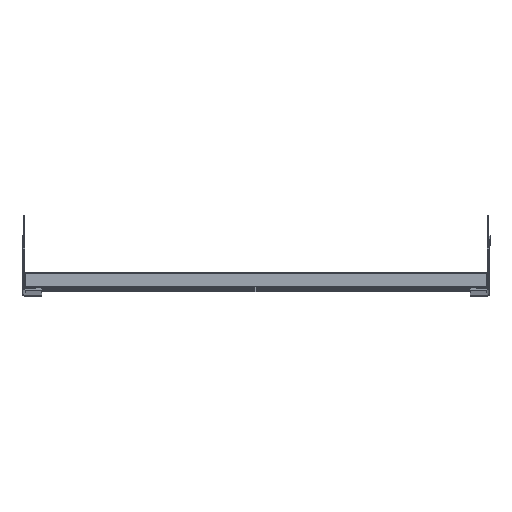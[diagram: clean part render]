
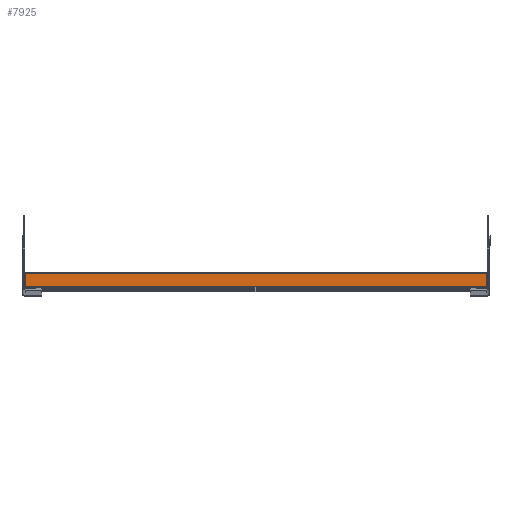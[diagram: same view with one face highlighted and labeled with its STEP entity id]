
A CAD part, top view. The second image highlights one B-rep face of the part: STEP entity #7925.
In plain terms, the highlighted planar face has unit normal (0, 0, 1).
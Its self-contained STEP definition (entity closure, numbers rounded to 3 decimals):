
#18 = EDGE_CURVE ( 'NONE', #8366, #8379, #4803, .T. ) ;
#19 = EDGE_CURVE ( 'NONE', #8362, #8369, #4811, .T. ) ;
#20 = EDGE_CURVE ( 'NONE', #8352, #8363, #4815, .T. ) ;
#21 = EDGE_CURVE ( 'NONE', #8365, #8377, #4817, .T. ) ;
#23 = EDGE_CURVE ( 'NONE', #8379, #8377, #4813, .T. ) ;
#41 = EDGE_CURVE ( 'NONE', #8366, #8369, #6847, .T. ) ;
#45 = EDGE_CURVE ( 'NONE', #8362, #8363, #6851, .T. ) ;
#47 = EDGE_CURVE ( 'NONE', #8352, #8365, #6859, .T. ) ;
#1647 = AXIS2_PLACEMENT_3D ( 'NONE', #1933, #1942, #1943 ) ;
#1933 = CARTESIAN_POINT ( 'NONE',  ( 0.7, -18.709, 1377.21 ) ) ;
#1940 = PLANE ( 'NONE',  #1647 ) ;
#1942 = DIRECTION ( 'NONE',  ( 0., 0., 1. ) ) ;
#1943 = DIRECTION ( 'NONE',  ( 0., -1., 0. ) ) ;
#2168 = CARTESIAN_POINT ( 'NONE',  ( -485.1, -18.709, 1377.21 ) ) ;
#2178 = CARTESIAN_POINT ( 'NONE',  ( -17.3, -18.709, 1377.21 ) ) ;
#2179 = CARTESIAN_POINT ( 'NONE',  ( -478.3, -18.709, 1377.21 ) ) ;
#2181 = CARTESIAN_POINT ( 'NONE',  ( -496.3, -18.709, 1377.21 ) ) ;
#2182 = CARTESIAN_POINT ( 'NONE',  ( 0.7, -18.709, 1377.21 ) ) ;
#2185 = CARTESIAN_POINT ( 'NONE',  ( -10.5, -18.709, 1377.21 ) ) ;
#2193 = CARTESIAN_POINT ( 'NONE',  ( -496.3, -2.709, 1377.21 ) ) ;
#2195 = CARTESIAN_POINT ( 'NONE',  ( 0.7, -2.709, 1377.21 ) ) ;
#4377 = EDGE_LOOP ( 'NONE', ( #4625, #4627, #4629, #4631, #4632, #4635, #4637, #4639 ) ) ;
#4625 = ORIENTED_EDGE ( 'NONE', *, *, #21, .F. ) ;
#4627 = ORIENTED_EDGE ( 'NONE', *, *, #47, .F. ) ;
#4629 = ORIENTED_EDGE ( 'NONE', *, *, #20, .T. ) ;
#4631 = ORIENTED_EDGE ( 'NONE', *, *, #45, .F. ) ;
#4632 = ORIENTED_EDGE ( 'NONE', *, *, #19, .T. ) ;
#4635 = ORIENTED_EDGE ( 'NONE', *, *, #41, .F. ) ;
#4637 = ORIENTED_EDGE ( 'NONE', *, *, #18, .T. ) ;
#4639 = ORIENTED_EDGE ( 'NONE', *, *, #23, .T. ) ;
#4803 = LINE ( 'NONE', #9003, #4814 ) ;
#4811 = LINE ( 'NONE', #8989, #4816 ) ;
#4813 = LINE ( 'NONE', #8818, #4824 ) ;
#4814 = VECTOR ( 'NONE', #8823, 1000. ) ;
#4815 = LINE ( 'NONE', #9050, #4818 ) ;
#4816 = VECTOR ( 'NONE', #9060, 1000. ) ;
#4817 = LINE ( 'NONE', #8811, #4820 ) ;
#4818 = VECTOR ( 'NONE', #8948, 1000. ) ;
#4820 = VECTOR ( 'NONE', #8785, 1000. ) ;
#4824 = VECTOR ( 'NONE', #8898, 1000. ) ;
#6847 = LINE ( 'NONE', #9007, #6850 ) ;
#6850 = VECTOR ( 'NONE', #9001, 1000. ) ;
#6851 = LINE ( 'NONE', #8904, #6858 ) ;
#6858 = VECTOR ( 'NONE', #8944, 1000. ) ;
#6859 = LINE ( 'NONE', #8947, #6862 ) ;
#6862 = VECTOR ( 'NONE', #8957, 1000. ) ;
#7925 = ADVANCED_FACE ( 'NONE', ( #10464 ), #1940, .T. ) ;
#8352 = VERTEX_POINT ( 'NONE', #2168 ) ;
#8362 = VERTEX_POINT ( 'NONE', #2178 ) ;
#8363 = VERTEX_POINT ( 'NONE', #2179 ) ;
#8365 = VERTEX_POINT ( 'NONE', #2181 ) ;
#8366 = VERTEX_POINT ( 'NONE', #2182 ) ;
#8369 = VERTEX_POINT ( 'NONE', #2185 ) ;
#8377 = VERTEX_POINT ( 'NONE', #2193 ) ;
#8379 = VERTEX_POINT ( 'NONE', #2195 ) ;
#8785 = DIRECTION ( 'NONE',  ( 0., 1., 0. ) ) ;
#8811 = CARTESIAN_POINT ( 'NONE',  ( -496.3, -18.709, 1377.21 ) ) ;
#8818 = CARTESIAN_POINT ( 'NONE',  ( 0.7, -2.709, 1377.21 ) ) ;
#8823 = DIRECTION ( 'NONE',  ( 0., 1., 0. ) ) ;
#8898 = DIRECTION ( 'NONE',  ( -1., 0., 0. ) ) ;
#8904 = CARTESIAN_POINT ( 'NONE',  ( 0.7, -18.709, 1377.21 ) ) ;
#8944 = DIRECTION ( 'NONE',  ( -1., 0., 0. ) ) ;
#8947 = CARTESIAN_POINT ( 'NONE',  ( 0.7, -18.709, 1377.21 ) ) ;
#8948 = DIRECTION ( 'NONE',  ( 1., 0., 0. ) ) ;
#8957 = DIRECTION ( 'NONE',  ( -1., 0., 0. ) ) ;
#8989 = CARTESIAN_POINT ( 'NONE',  ( 0.7, -18.709, 1377.21 ) ) ;
#9001 = DIRECTION ( 'NONE',  ( -1., 0., 0. ) ) ;
#9003 = CARTESIAN_POINT ( 'NONE',  ( 0.7, -18.709, 1377.21 ) ) ;
#9007 = CARTESIAN_POINT ( 'NONE',  ( 0.7, -18.709, 1377.21 ) ) ;
#9050 = CARTESIAN_POINT ( 'NONE',  ( 0.7, -18.709, 1377.21 ) ) ;
#9060 = DIRECTION ( 'NONE',  ( 1., 0., 0. ) ) ;
#10464 = FACE_OUTER_BOUND ( 'NONE', #4377, .T. ) ;
